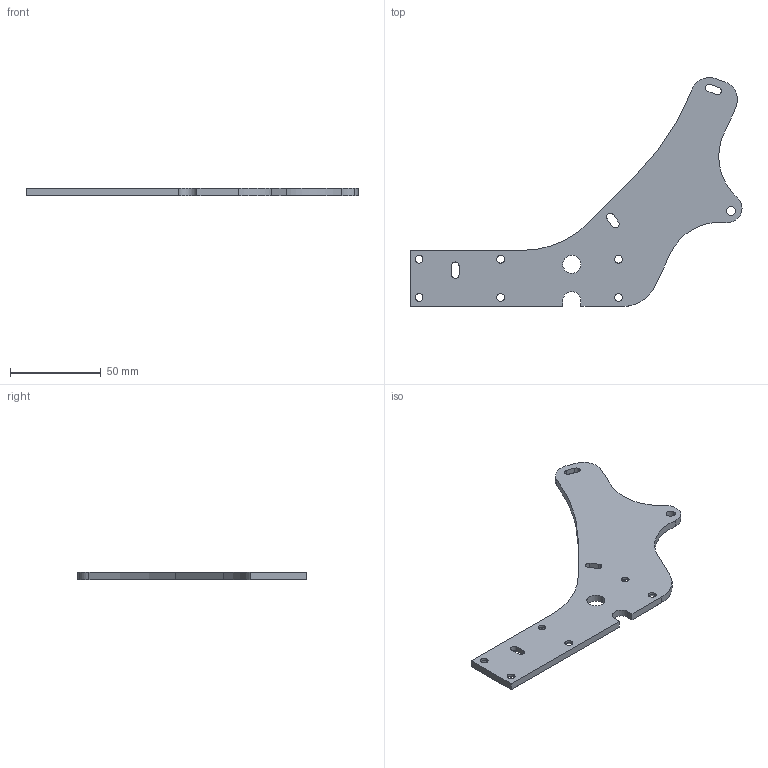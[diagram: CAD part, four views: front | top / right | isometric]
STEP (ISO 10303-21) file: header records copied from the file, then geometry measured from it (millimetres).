
FILE_DESCRIPTION (( 'STEP AP214' ), '1' );
FILE_NAME ('PAN3.2-USI-013-A-Armature.STEP', '2022-08-04T09:37:34', ( '' ), ( '' ), 'SwSTEP 2.0', 'SolidWorks 2021', '' );
FILE_SCHEMA (( 'AUTOMOTIVE_DESIGN' ));
Length unit declared in the file: millimetre
Products named in the file (1): PAN3.2-USI-013-A-Armature
Bounding box: 183.12 x 126.29 x 4 mm (x, y, z)
Volume: 32439 mm3; surface area: 19443.8 mm2
Topology: 1 solids, 1 shells, 84 faces, 225 edges, 146 vertices
Faces by surface type: cylinder 46, plane 26, cone 12
Entity records: 2735 total; most frequent: DIRECTION 499, CARTESIAN_POINT 456, ORIENTED_EDGE 450, EDGE_CURVE 225, AXIS2_PLACEMENT_3D 189, VERTEX_POINT 146, VECTOR 121, LINE 121
